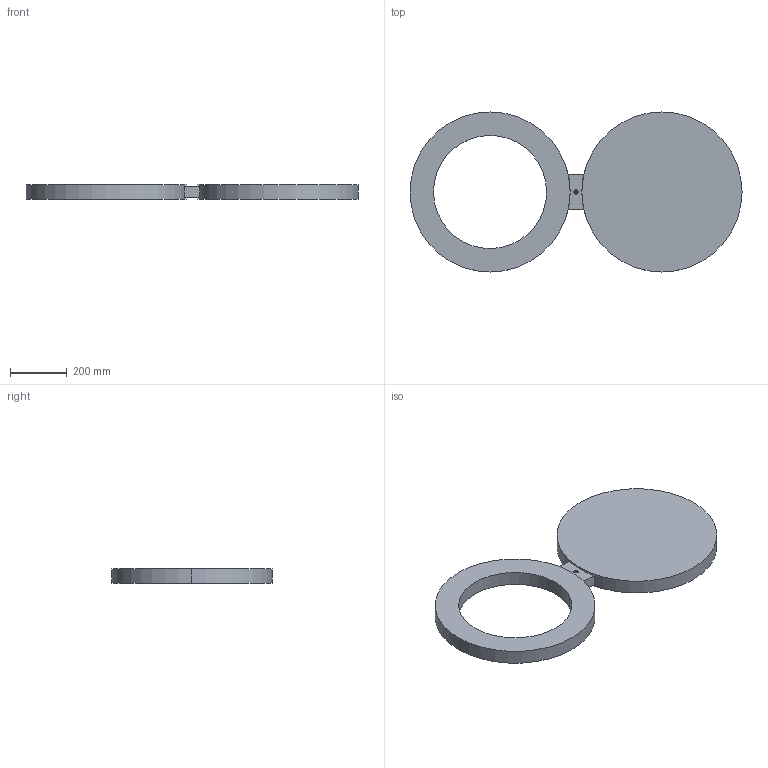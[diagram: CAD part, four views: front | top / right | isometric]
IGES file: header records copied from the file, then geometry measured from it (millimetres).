
Start section: START RECORD GO HERE.
Global section: file name: 16-600-SPEC-BLIND-RF-B16.48-TYPE-3.igs; native system: DASSAULT SYSTEMES CATIA V5 R20 - www.3ds.com; preprocessor: CATIA Version 5 Release 20 SP 7 ; author: SteveRoemish; organization: ROE7; date: 20150210.200117; units: inch
Bounding box: 1165.1 x 561.85 x 50.8 mm (x, y, z)
Volume: 19126437.3 mm3; surface area: 993275.3 mm2
Topology: 1 solids, 1 shells, 399 faces, 1140 edges, 760 vertices
Faces by surface type: plane 373, revolution 26
